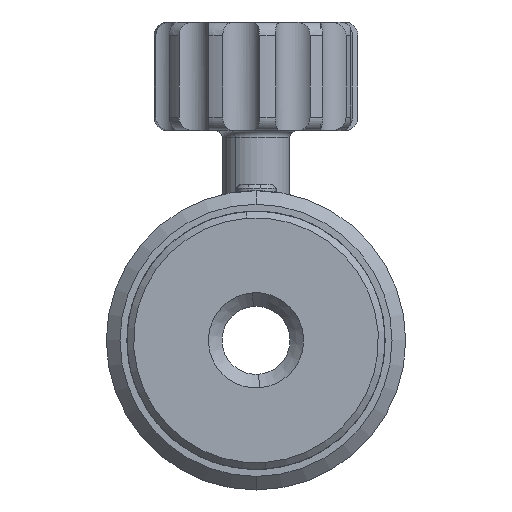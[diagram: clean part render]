
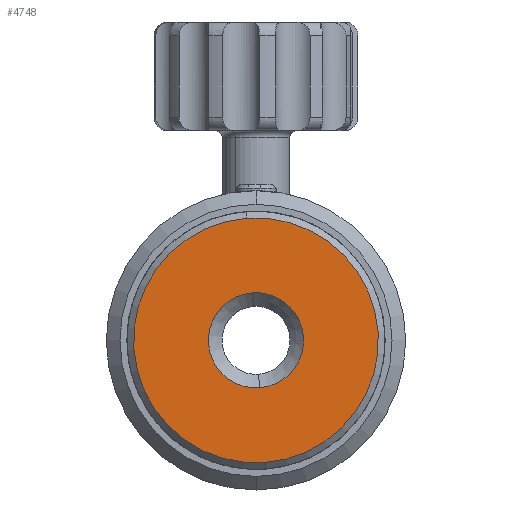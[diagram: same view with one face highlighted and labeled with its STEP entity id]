
A CAD part, front view. The second image highlights one B-rep face of the part: STEP entity #4748.
In plain terms, the highlighted planar face has unit normal (0, -1, 0).
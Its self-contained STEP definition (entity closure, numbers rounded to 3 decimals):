
#204 = EDGE_CURVE ( 'NONE', #3294, #1578, #4632, .T. ) ;
#213 = VERTEX_POINT ( 'NONE', #4148 ) ;
#321 = DIRECTION ( 'NONE',  ( -0.075, 0., 0.997 ) ) ;
#668 = AXIS2_PLACEMENT_3D ( 'NONE', #4587, #2150, #899 ) ;
#715 = EDGE_LOOP ( 'NONE', ( #4716, #4666 ) ) ;
#789 = AXIS2_PLACEMENT_3D ( 'NONE', #3755, #2134, #2887 ) ;
#899 = DIRECTION ( 'NONE',  ( -0.075, 0., 0.997 ) ) ;
#994 = DIRECTION ( 'NONE',  ( 0., -1., 0. ) ) ;
#1010 = AXIS2_PLACEMENT_3D ( 'NONE', #4767, #2697, #321 ) ;
#1115 = CARTESIAN_POINT ( 'NONE',  ( 61.985, -48.505, 161.375 ) ) ;
#1117 = CARTESIAN_POINT ( 'NONE',  ( 62.918, -48.505, 148.91 ) ) ;
#1261 = CARTESIAN_POINT ( 'NONE',  ( 62.396, -48.505, 155.89 ) ) ;
#1363 = DIRECTION ( 'NONE',  ( -0.075, 0., 0.997 ) ) ;
#1371 = DIRECTION ( 'NONE',  ( 0., 1., 0. ) ) ;
#1578 = VERTEX_POINT ( 'NONE', #1117 ) ;
#1697 = EDGE_LOOP ( 'NONE', ( #4691, #4193 ) ) ;
#1889 = AXIS2_PLACEMENT_3D ( 'NONE', #2157, #994, #1363 ) ;
#2121 = EDGE_CURVE ( 'NONE', #1578, #3294, #4238, .T. ) ;
#2134 = DIRECTION ( 'NONE',  ( 0., 1., 0. ) ) ;
#2150 = DIRECTION ( 'NONE',  ( 0., -1., 0. ) ) ;
#2157 = CARTESIAN_POINT ( 'NONE',  ( 62.657, -48.505, 152.4 ) ) ;
#2426 = VERTEX_POINT ( 'NONE', #1115 ) ;
#2604 = PLANE ( 'NONE',  #4419 ) ;
#2697 = DIRECTION ( 'NONE',  ( 0., 1., 0. ) ) ;
#2723 = CIRCLE ( 'NONE', #1889, 9. ) ;
#2887 = DIRECTION ( 'NONE',  ( -0.075, 0., 0.997 ) ) ;
#3294 = VERTEX_POINT ( 'NONE', #1261 ) ;
#3755 = CARTESIAN_POINT ( 'NONE',  ( 62.657, -48.505, 152.4 ) ) ;
#3853 = DIRECTION ( 'NONE',  ( -0.075, 0., 0.997 ) ) ;
#4148 = CARTESIAN_POINT ( 'NONE',  ( 63.328, -48.505, 143.425 ) ) ;
#4176 = EDGE_CURVE ( 'NONE', #2426, #213, #2723, .T. ) ;
#4193 = ORIENTED_EDGE ( 'NONE', *, *, #204, .T. ) ;
#4238 = CIRCLE ( 'NONE', #1010, 3.5 ) ;
#4248 = CARTESIAN_POINT ( 'NONE',  ( 62.657, -48.505, 152.4 ) ) ;
#4385 = FACE_OUTER_BOUND ( 'NONE', #715, .T. ) ;
#4419 = AXIS2_PLACEMENT_3D ( 'NONE', #4248, #1371, #3853 ) ;
#4502 = CIRCLE ( 'NONE', #668, 9. ) ;
#4546 = EDGE_CURVE ( 'NONE', #213, #2426, #4502, .T. ) ;
#4587 = CARTESIAN_POINT ( 'NONE',  ( 62.657, -48.505, 152.4 ) ) ;
#4632 = CIRCLE ( 'NONE', #789, 3.5 ) ;
#4666 = ORIENTED_EDGE ( 'NONE', *, *, #4546, .T. ) ;
#4691 = ORIENTED_EDGE ( 'NONE', *, *, #2121, .T. ) ;
#4716 = ORIENTED_EDGE ( 'NONE', *, *, #4176, .T. ) ;
#4748 = ADVANCED_FACE ( 'NONE', ( #4940, #4385 ), #2604, .F. ) ;
#4767 = CARTESIAN_POINT ( 'NONE',  ( 62.657, -48.505, 152.4 ) ) ;
#4940 = FACE_BOUND ( 'NONE', #1697, .T. ) ;
